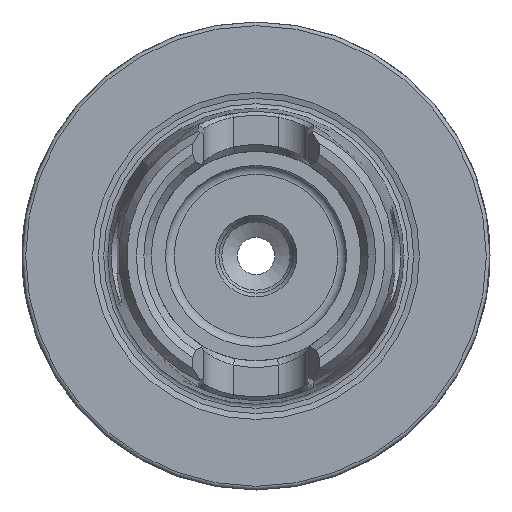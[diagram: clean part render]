
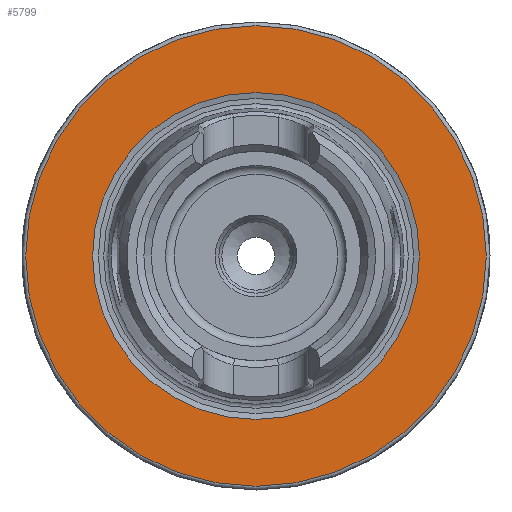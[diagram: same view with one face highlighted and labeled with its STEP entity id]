
A CAD part, left-side view. The second image highlights one B-rep face of the part: STEP entity #5799.
In plain terms, the highlighted planar face has unit normal (-1, 0, 0).
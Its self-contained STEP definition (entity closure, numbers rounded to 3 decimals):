
#5765=CARTESIAN_POINT('',(0.0,22.,0.0));
#5766=VERTEX_POINT('',#5765);
#5767=CARTESIAN_POINT('',(0.0,0.,0.0));
#5768=DIRECTION('',(1.0,0.0,0.0));
#5769=DIRECTION('',(0.0,1.0,0.0));
#5770=AXIS2_PLACEMENT_3D('',#5767,#5768,#5769);
#5771=CIRCLE('',#5770,22.);
#5772=EDGE_CURVE('',#5766,#5766,#5771,.T.);
#5780=CARTESIAN_POINT('',(0.0,26.5,0.0));
#5781=DIRECTION('',(-1.0,0.0,0.0));
#5782=DIRECTION('',(0.0,0.0,1.0));
#5783=AXIS2_PLACEMENT_3D('',#5780,#5781,#5782);
#5784=PLANE('',#5783);
#5785=CARTESIAN_POINT('',(0.0,31.,0.0));
#5786=VERTEX_POINT('',#5785);
#5787=CARTESIAN_POINT('',(0.0,0.,0.0));
#5788=DIRECTION('',(1.0,0.0,0.0));
#5789=DIRECTION('',(0.0,1.0,0.0));
#5790=AXIS2_PLACEMENT_3D('',#5787,#5788,#5789);
#5791=CIRCLE('',#5790,31.);
#5792=EDGE_CURVE('',#5786,#5786,#5791,.T.);
#5793=ORIENTED_EDGE('',*,*,#5792,.F.);
#5794=EDGE_LOOP('',(#5793));
#5795=FACE_OUTER_BOUND('',#5794,.T.);
#5796=ORIENTED_EDGE('',*,*,#5772,.T.);
#5797=EDGE_LOOP('',(#5796));
#5798=FACE_BOUND('',#5797,.T.);
#5799=ADVANCED_FACE('',(#5795,#5798),#5784,.T.);
